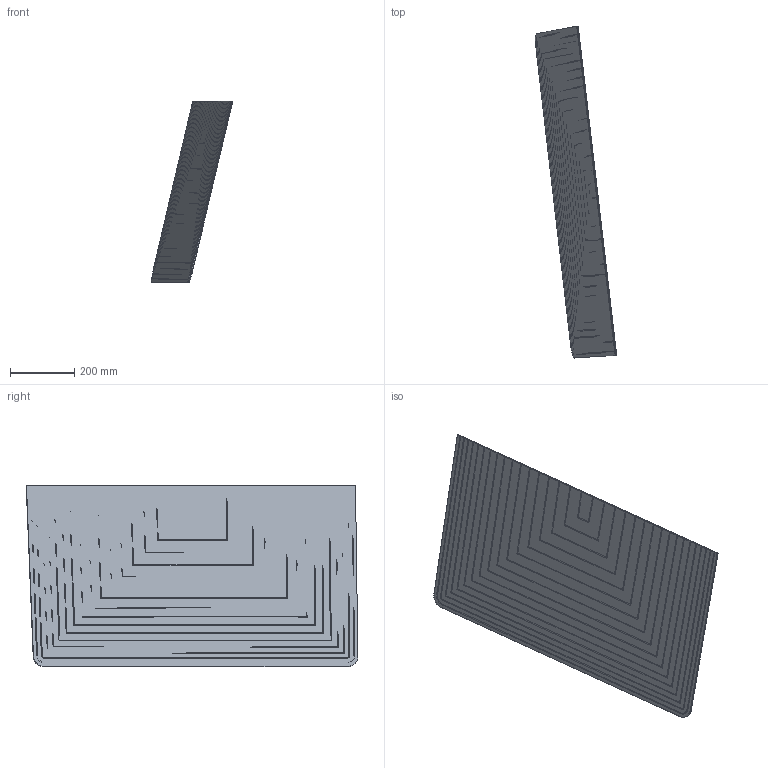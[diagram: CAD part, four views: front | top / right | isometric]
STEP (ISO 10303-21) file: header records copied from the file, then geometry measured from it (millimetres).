
FILE_DESCRIPTION(('FreeCAD Model'),'2;1');
FILE_NAME('detailed_HCLL/step/slice_cooling_plate_material_sample_envelope_2.step' ,'2018-05-01T08:42:12',('FreeCAD'),('FreeCAD'), 'Open CASCADE STEP processor 7.2','FreeCAD','Unknown');
FILE_SCHEMA(('AUTOMOTIVE_DESIGN_CC2 { 1 2 10303 214 -1 1 5 4 }'));
Length unit declared in the file: millimetre
Products named in the file (22): Open CASCADE STEP translator 7.2 21; Open CASCADE STEP translator 7.2 21.1; Open CASCADE STEP translator 7.2 21.2; Open CASCADE STEP translator 7.2 21.3; Open CASCADE STEP translator 7.2 21.4; Open CASCADE STEP translator 7.2 21.5; Open CASCADE STEP translator 7.2 21.6; Open CASCADE STEP translator 7.2 21.7; Open CASCADE STEP translator 7.2 21.8; Open CASCADE STEP translator 7.2 21.9; Open CASCADE STEP translator 7.2 21.10; Open CASCADE STEP translator 7.2 21.11; Open CASCADE STEP translator 7.2 21.12; Open CASCADE STEP translator 7.2 21.13; Open CASCADE STEP translator 7.2 21.14; Open CASCADE STEP translator 7.2 21.15; Open CASCADE STEP translator 7.2 21.16; Open CASCADE STEP translator 7.2 21.17; Open CASCADE STEP translator 7.2 21.18; Open CASCADE STEP translator 7.2 21.19; Open CASCADE STEP translator 7.2 21.19.1; Open CASCADE STEP translator 7.2 21.19.2
Assembly tree (21 placements, depth 3):
  Open CASCADE STEP translator 7.2 21
    Open CASCADE STEP translator 7.2 21.1
    Open CASCADE STEP translator 7.2 21.2
    Open CASCADE STEP translator 7.2 21.3
    Open CASCADE STEP translator 7.2 21.4
    Open CASCADE STEP translator 7.2 21.5
    Open CASCADE STEP translator 7.2 21.6
    Open CASCADE STEP translator 7.2 21.7
    Open CASCADE STEP translator 7.2 21.8
    Open CASCADE STEP translator 7.2 21.9
    Open CASCADE STEP translator 7.2 21.10
    Open CASCADE STEP translator 7.2 21.11
    Open CASCADE STEP translator 7.2 21.12
    Open CASCADE STEP translator 7.2 21.13
    Open CASCADE STEP translator 7.2 21.14
    Open CASCADE STEP translator 7.2 21.15
    Open CASCADE STEP translator 7.2 21.16
    Open CASCADE STEP translator 7.2 21.17
    Open CASCADE STEP translator 7.2 21.18
    Open CASCADE STEP translator 7.2 21.19
      Open CASCADE STEP translator 7.2 21.19.1
      Open CASCADE STEP translator 7.2 21.19.2
Bounding box: 253.11 x 1030.84 x 565.18 mm (x, y, z)
Volume: 2755926 mm3; surface area: 3567293.8 mm2
Topology: 20 solids, 20 shells, 202 faces, 494 edges, 332 vertices
Faces by surface type: plane 188, cylinder 14
Entity records: 12064 total; most frequent: CARTESIAN_POINT 3108, DIRECTION 1148, ORIENTED_EDGE 988, PCURVE 988, DEFINITIONAL_REPRESENTATION 988, B_SPLINE_CURVE_WITH_KNOTS 818, LINE 592, VECTOR 592
